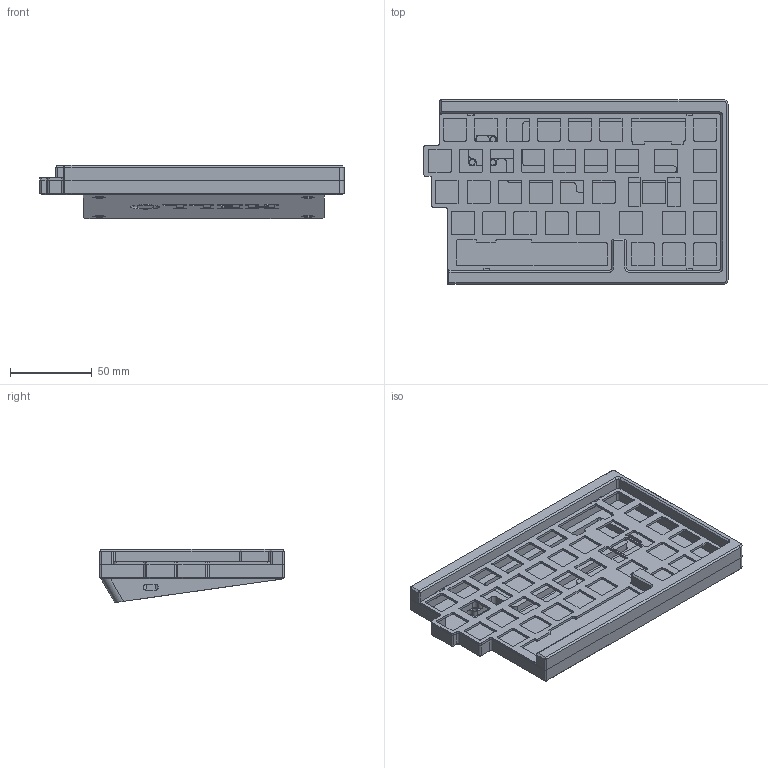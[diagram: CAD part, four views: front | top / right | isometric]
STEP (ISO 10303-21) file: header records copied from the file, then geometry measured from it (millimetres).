
FILE_DESCRIPTION(/* description */ ('STEP AP242','CAx-IF Rec.Pracs.---Representation and Presentation of Product Manufacturing Information (PMI)---4.0---2014-10-13','CAx-IF Rec.Pracs.---3D Tessellated Geometry---0.4---2014-09-14','2;1'),/* implementation_level */ '2;1');
FILE_NAME(/* name */ '6567822857e4205597951659',/* time_stamp */ '2023-11-29T18:25:45Z',/* author */ (''),/* organization */ (''),/* preprocessor_version */ 'ST-DEVELOPER v19.4',/* originating_system */ ' ',/* authorisation */ ' ');
FILE_SCHEMA (('AP242_MANAGED_MODEL_BASED_3D_ENGINEERING_MIM_LF { 1 0 10303 442 1 1 4 }'));
Length unit declared in the file: metre
Products named in the file (3): Bottom Right; Plate Right; Top Right
Bounding box: 185.49 x 112.75 x 32.4 mm (x, y, z)
Volume: 186533.1 mm3; surface area: 90913.1 mm2
Topology: 3 solids, 3 shells, 786 faces, 2222 edges, 1456 vertices
Faces by surface type: plane 426, cylinder 318, cone 26, bspline 16
Full cylindrical faces by diameter (mm): 2.7 x4, 3 x4, 3.1 x4, 3.4 x4, 3.7 x4, 5 x4, 8 x4
Entity records: 25539 total; most frequent: CARTESIAN_POINT 4610, ORIENTED_EDGE 4346, DIRECTION 4328, EDGE_CURVE 2173, LINE 1492, VECTOR 1492, VERTEX_POINT 1452, AXIS2_PLACEMENT_3D 1418
